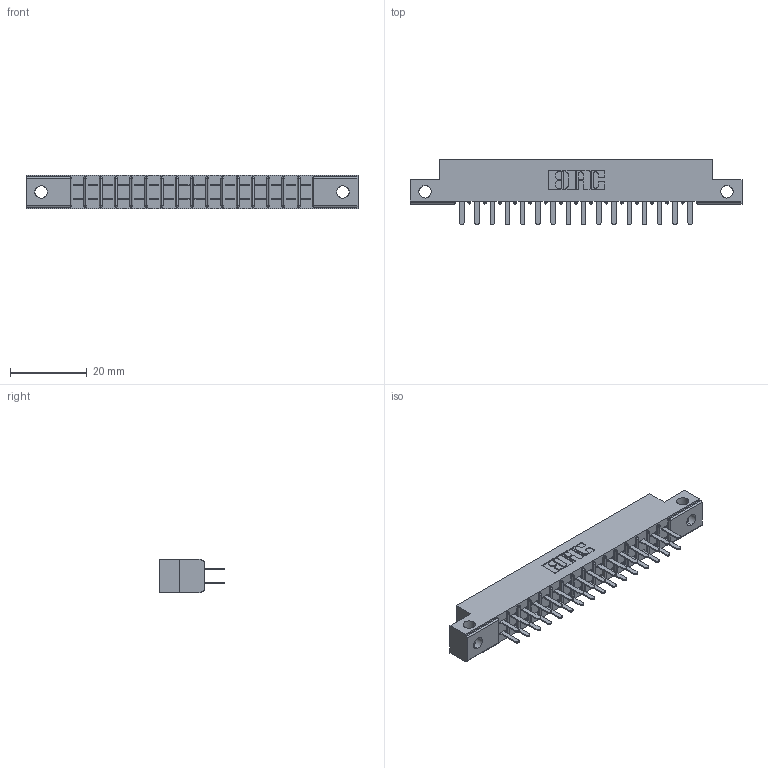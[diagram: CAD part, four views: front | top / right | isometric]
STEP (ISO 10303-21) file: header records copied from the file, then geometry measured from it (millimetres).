
FILE_DESCRIPTION (( 'STEP AP203' ), '1' );
FILE_NAME ('355-032-520-212.STEP', '2020-09-20T06:08:19', ( '' ), ( '' ), 'SwSTEP 2.0', 'SolidWorks 2020', '' );
FILE_SCHEMA (( 'CONFIG_CONTROL_DESIGN' ));
Length unit declared in the file: inch
Products named in the file (3): 305 Part_.128 Dia; 305-290-001_520; 355-032-520-212
Assembly tree (33 placements, depth 2):
  355-032-520-212
    305 Part_.128 Dia
    305-290-001_520  x32
Bounding box: 86.41 x 17.09 x 8.71 mm (x, y, z)
Volume: 5286.4 mm3; surface area: 9660.9 mm2
Topology: 33 solids, 33 shells, 1600 faces, 4560 edges, 2948 vertices
Faces by surface type: plane 932, cylinder 604, sphere 64
Entity records: 20775 total; most frequent: CARTESIAN_POINT 3486, ORIENTED_EDGE 3412, DIRECTION 3332, EDGE_CURVE 1706, LINE 1336, VECTOR 1336, VERTEX_POINT 1088, AXIS2_PLACEMENT_3D 998
